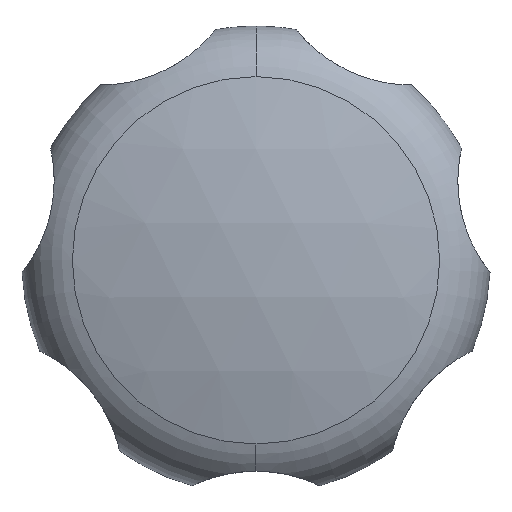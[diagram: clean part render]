
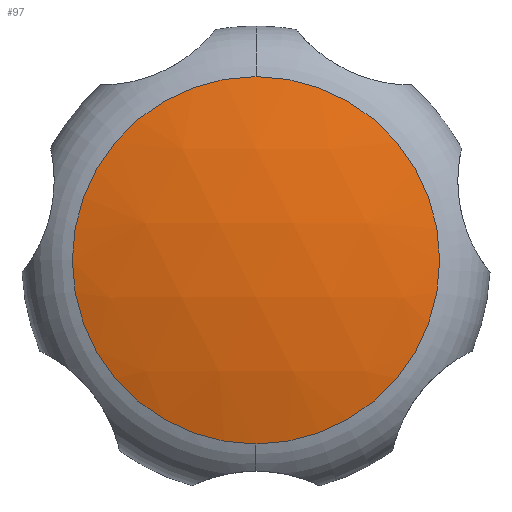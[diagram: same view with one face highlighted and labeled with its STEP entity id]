
A CAD part, top view. The second image highlights one B-rep face of the part: STEP entity #97.
In plain terms, the highlighted spherical face has radius 56 mm.
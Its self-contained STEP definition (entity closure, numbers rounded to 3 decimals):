
#97=ADVANCED_FACE('',(#189),#190,.T.);
#189=FACE_OUTER_BOUND('',#272,.T.);
#190=SPHERICAL_SURFACE('',#273,56.0);
#272=EDGE_LOOP('',(#491,#492,#493));
#273=AXIS2_PLACEMENT_3D('',#494,#495,#496);
#491=ORIENTED_EDGE('',*,*,#525,.T.);
#492=ORIENTED_EDGE('',*,*,#581,.T.);
#493=ORIENTED_EDGE('',*,*,#526,.T.);
#494=CARTESIAN_POINT('',(0.0,0.,-25.5));
#495=DIRECTION('',(0.0,-1.0,0.));
#496=DIRECTION('',(1.0,0.0,0.0));
#525=EDGE_CURVE('',#631,#629,#632,.T.);
#526=EDGE_CURVE('',#633,#631,#634,.T.);
#581=EDGE_CURVE('',#629,#633,#706,.T.);
#629=VERTEX_POINT('',#979);
#631=VERTEX_POINT('',#981);
#632=CIRCLE('',#982,15.68);
#633=VERTEX_POINT('',#983);
#634=CIRCLE('',#984,15.68);
#706=CIRCLE('',#1153,15.68);
#979=CARTESIAN_POINT('',(0.,15.68,28.26));
#981=CARTESIAN_POINT('',(15.68,0.,28.26));
#982=AXIS2_PLACEMENT_3D('',#1197,#1198,#1199);
#983=CARTESIAN_POINT('',(0.,-15.68,28.26));
#984=AXIS2_PLACEMENT_3D('',#1200,#1201,#1202);
#1153=AXIS2_PLACEMENT_3D('',#1271,#1272,#1273);
#1197=CARTESIAN_POINT('',(0.0,0.,28.26));
#1198=DIRECTION('',(-0.0,0.,1.0));
#1199=DIRECTION('',(1.0,0.0,0.0));
#1200=CARTESIAN_POINT('',(0.0,0.,28.26));
#1201=DIRECTION('',(-0.0,0.,1.0));
#1202=DIRECTION('',(1.0,0.0,0.0));
#1271=CARTESIAN_POINT('',(0.0,0.,28.26));
#1272=DIRECTION('',(-0.0,0.,1.0));
#1273=DIRECTION('',(1.0,0.0,0.0));
